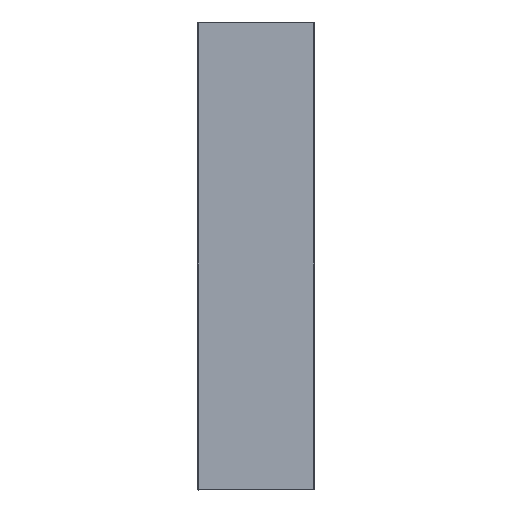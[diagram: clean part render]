
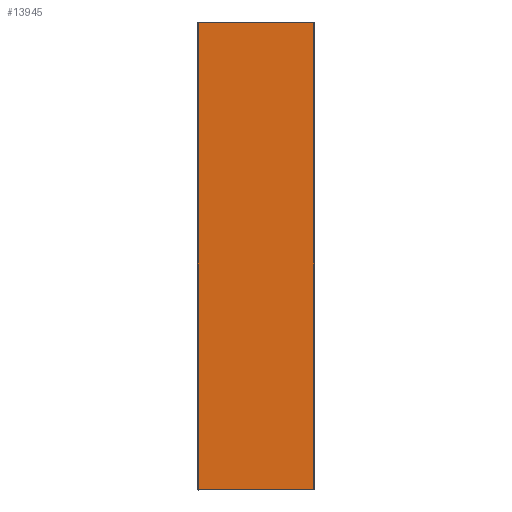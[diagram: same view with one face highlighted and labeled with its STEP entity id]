
A CAD part, top view. The second image highlights one B-rep face of the part: STEP entity #13945.
In plain terms, the highlighted planar face has unit normal (0, 0, 1).
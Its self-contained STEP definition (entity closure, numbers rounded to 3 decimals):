
#269 = EDGE_CURVE ( 'NONE', #12334, #19232, #14333, .T. ) ;
#1603 = CARTESIAN_POINT ( 'NONE',  ( 203., -822., 0. ) ) ;
#1774 = ORIENTED_EDGE ( 'NONE', *, *, #14917, .T. ) ;
#1824 = LINE ( 'NONE', #7065, #11734 ) ;
#3007 = VERTEX_POINT ( 'NONE', #14778 ) ;
#3422 = DIRECTION ( 'NONE',  ( 1., 0., 0. ) ) ;
#3714 = VERTEX_POINT ( 'NONE', #18894 ) ;
#3812 = LINE ( 'NONE', #4518, #8272 ) ;
#4371 = FACE_OUTER_BOUND ( 'NONE', #14603, .T. ) ;
#4518 = CARTESIAN_POINT ( 'NONE',  ( -203., 9075., 0. ) ) ;
#4802 = EDGE_CURVE ( 'NONE', #19232, #3007, #1824, .T. ) ;
#5820 = VECTOR ( 'NONE', #10446, 1000. ) ;
#5993 = CARTESIAN_POINT ( 'NONE',  ( 203., 822., 0. ) ) ;
#7065 = CARTESIAN_POINT ( 'NONE',  ( 8456., 822., 0. ) ) ;
#7302 = ORIENTED_EDGE ( 'NONE', *, *, #10470, .T. ) ;
#8272 = VECTOR ( 'NONE', #13617, 1000. ) ;
#9796 = DIRECTION ( 'NONE',  ( -1., 0., 0. ) ) ;
#10446 = DIRECTION ( 'NONE',  ( 0., 1., 0. ) ) ;
#10470 = EDGE_CURVE ( 'NONE', #3007, #3714, #3812, .T. ) ;
#10803 = DIRECTION ( 'NONE',  ( 0., 0., 1. ) ) ;
#11624 = LINE ( 'NONE', #13585, #16807 ) ;
#11734 = VECTOR ( 'NONE', #9796, 1000. ) ;
#12334 = VERTEX_POINT ( 'NONE', #1603 ) ;
#13585 = CARTESIAN_POINT ( 'NONE',  ( -8456., -822., 0. ) ) ;
#13617 = DIRECTION ( 'NONE',  ( 0., -1., 0. ) ) ;
#13840 = PLANE ( 'NONE',  #15329 ) ;
#13945 = ADVANCED_FACE ( 'NONE', ( #4371 ), #13840, .T. ) ;
#14333 = LINE ( 'NONE', #17042, #5820 ) ;
#14603 = EDGE_LOOP ( 'NONE', ( #18535, #16170, #7302, #1774 ) ) ;
#14778 = CARTESIAN_POINT ( 'NONE',  ( -203., 822., 0. ) ) ;
#14917 = EDGE_CURVE ( 'NONE', #3714, #12334, #11624, .T. ) ;
#15156 = DIRECTION ( 'NONE',  ( 1., 0., 0. ) ) ;
#15329 = AXIS2_PLACEMENT_3D ( 'NONE', #16849, #10803, #3422 ) ;
#16170 = ORIENTED_EDGE ( 'NONE', *, *, #4802, .T. ) ;
#16807 = VECTOR ( 'NONE', #15156, 1000. ) ;
#16849 = CARTESIAN_POINT ( 'NONE',  ( 0., 0., 0. ) ) ;
#17042 = CARTESIAN_POINT ( 'NONE',  ( 203., -9075., 0. ) ) ;
#18535 = ORIENTED_EDGE ( 'NONE', *, *, #269, .T. ) ;
#18894 = CARTESIAN_POINT ( 'NONE',  ( -203., -822., 0. ) ) ;
#19232 = VERTEX_POINT ( 'NONE', #5993 ) ;
